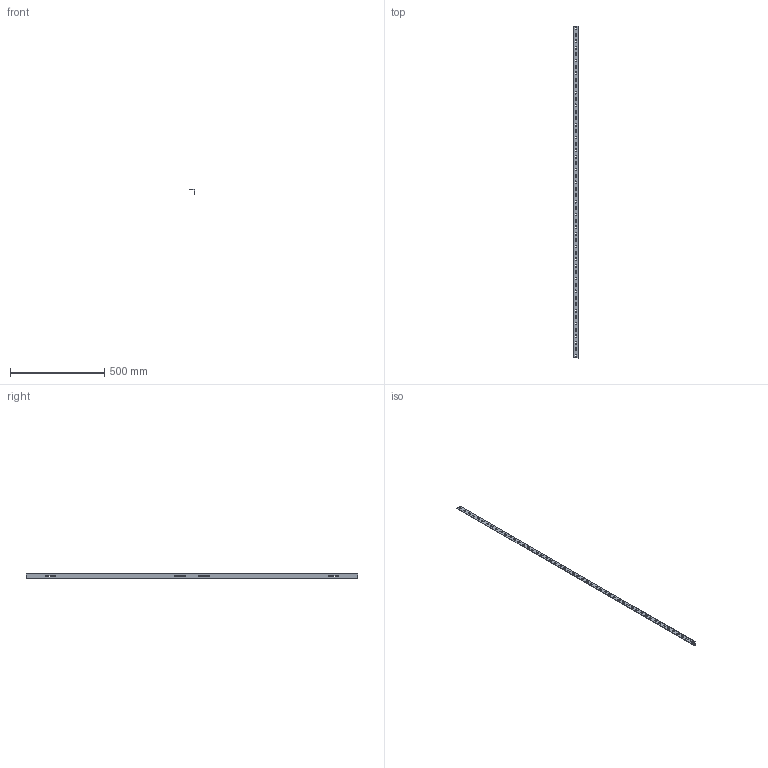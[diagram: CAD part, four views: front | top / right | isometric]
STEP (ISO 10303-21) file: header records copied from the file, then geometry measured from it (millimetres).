
FILE_DESCRIPTION (( 'STEP AP203' ), '1' );
FILE_NAME ('Ïðîôèëü âåðòèêàëüíûé 1760.STEP', '2020-12-25T13:11:02', ( '' ), ( '' ), 'SwSTEP 2.0', 'SolidWorks 2019', '' );
FILE_SCHEMA (( 'CONFIG_CONTROL_DESIGN' ));
Length unit declared in the file: millimetre
Products named in the file (1): Ïðîôèëü âåðòèêàëüíûé 1760
Bounding box: 27.2 x 1760 x 27.2 mm (x, y, z)
Volume: 127972.4 mm3; surface area: 179761.5 mm2
Topology: 1 solids, 1 shells, 238 faces, 700 edges, 464 vertices
Faces by surface type: plane 124, cylinder 114
Entity records: 8269 total; most frequent: DIRECTION 1406, CARTESIAN_POINT 1403, ORIENTED_EDGE 1400, EDGE_CURVE 700, LINE 472, VECTOR 472, AXIS2_PLACEMENT_3D 467, VERTEX_POINT 464
